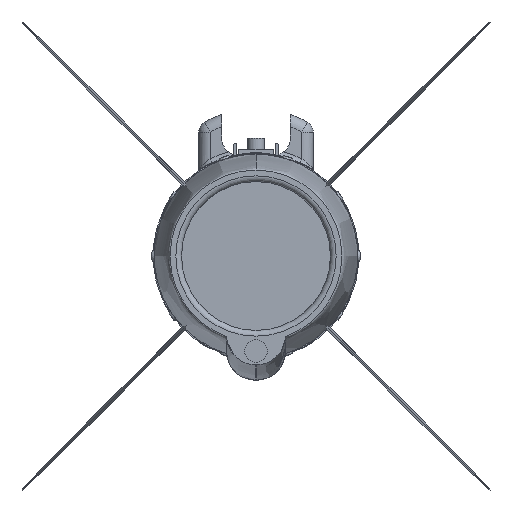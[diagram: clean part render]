
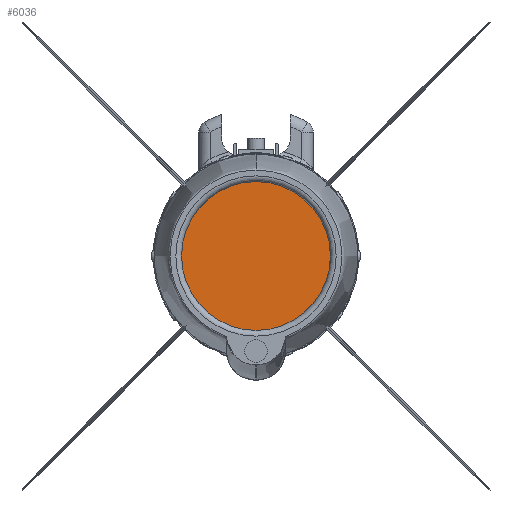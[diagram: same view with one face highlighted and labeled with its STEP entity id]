
A CAD part, left-side view. The second image highlights one B-rep face of the part: STEP entity #6036.
In plain terms, the highlighted planar face has unit normal (-1, 0, 0).
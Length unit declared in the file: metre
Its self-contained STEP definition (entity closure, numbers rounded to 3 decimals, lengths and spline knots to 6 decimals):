
#161=PLANE('',#6526);
#1040=CIRCLE('',#6524,0.065);
#1481=FACE_OUTER_BOUND('',#1954,.T.);
#1954=EDGE_LOOP('',(#4671));
#3098=VERTEX_POINT('',#12972);
#3694=EDGE_CURVE('',#3098,#3098,#1040,.T.);
#4671=ORIENTED_EDGE('',*,*,#3694,.F.);
#6036=ADVANCED_FACE('',(#1481),#161,.T.);
#6524=AXIS2_PLACEMENT_3D('',#12974,#7015,#7016);
#6526=AXIS2_PLACEMENT_3D('',#12976,#7019,#7020);
#7015=DIRECTION('center_axis',(1.,0.,0.));
#7016=DIRECTION('ref_axis',(0.,-1.,0.));
#7019=DIRECTION('center_axis',(-1.,0.,0.));
#7020=DIRECTION('ref_axis',(0.,-1.,0.));
#12972=CARTESIAN_POINT('',(0.01,0.065,0.));
#12974=CARTESIAN_POINT('Origin',(0.01,0.,0.));
#12976=CARTESIAN_POINT('Origin',(0.01,0.,0.));
